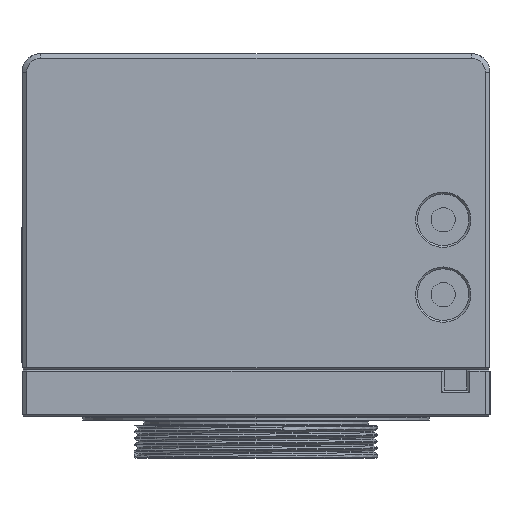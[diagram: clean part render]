
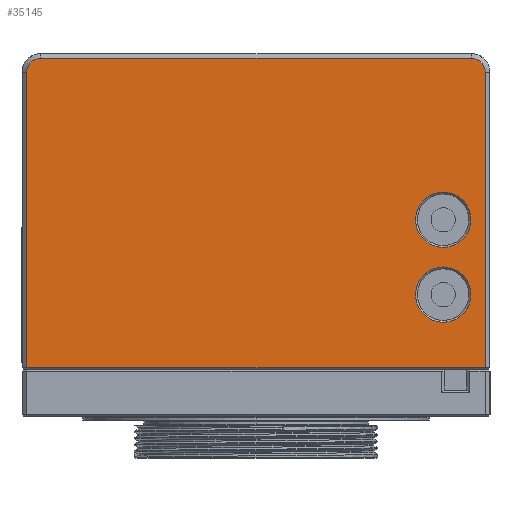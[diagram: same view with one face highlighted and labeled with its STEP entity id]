
A CAD part, front view. The second image highlights one B-rep face of the part: STEP entity #35145.
In plain terms, the highlighted planar face has unit normal (0, -1, 0).
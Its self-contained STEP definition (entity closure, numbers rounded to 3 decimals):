
#342 = VERTEX_POINT ( 'NONE', #11157 ) ;
#384 = VERTEX_POINT ( 'NONE', #77090 ) ;
#511 = CARTESIAN_POINT ( 'NONE',  ( 24.5, 0., 0. ) ) ;
#1355 = CARTESIAN_POINT ( 'NONE',  ( 0., 0., -16.675 ) ) ;
#1572 = ORIENTED_EDGE ( 'NONE', *, *, #71702, .T. ) ;
#3660 = ORIENTED_EDGE ( 'NONE', *, *, #41274, .T. ) ;
#5075 = ORIENTED_EDGE ( 'NONE', *, *, #38990, .T. ) ;
#6250 = DIRECTION ( 'NONE',  ( 0., 1., 0. ) ) ;
#6401 = DIRECTION ( 'NONE',  ( 0., 0., 1. ) ) ;
#6936 = VECTOR ( 'NONE', #6401, 1000. ) ;
#11157 = CARTESIAN_POINT ( 'NONE',  ( 20., 0., -5.925 ) ) ;
#11430 = VERTEX_POINT ( 'NONE', #68676 ) ;
#12448 = DIRECTION ( 'NONE',  ( 0., 0., 1. ) ) ;
#13841 = CARTESIAN_POINT ( 'NONE',  ( -24.5, 0., -16.675 ) ) ;
#14240 = CARTESIAN_POINT ( 'NONE',  ( 24.5, 0., 14.875 ) ) ;
#14325 = CARTESIAN_POINT ( 'NONE',  ( 20., 0., -11.825 ) ) ;
#14380 = CARTESIAN_POINT ( 'NONE',  ( 20., 0., -8.875 ) ) ;
#16444 = AXIS2_PLACEMENT_3D ( 'NONE', #70090, #27370, #16677 ) ;
#16677 = DIRECTION ( 'NONE',  ( 0., 0., 1. ) ) ;
#17940 = FACE_BOUND ( 'NONE', #22865, .T. ) ;
#18732 = PLANE ( 'NONE',  #37424 ) ;
#20183 = CARTESIAN_POINT ( 'NONE',  ( 20., 0., -3.825 ) ) ;
#20798 = VECTOR ( 'NONE', #42792, 1000. ) ;
#21437 = DIRECTION ( 'NONE',  ( 0., 0., 1. ) ) ;
#21736 = CARTESIAN_POINT ( 'NONE',  ( 20., 0., -8.875 ) ) ;
#22865 = EDGE_LOOP ( 'NONE', ( #45287, #5075 ) ) ;
#23290 = DIRECTION ( 'NONE',  ( 0., 1., 0. ) ) ;
#23698 = AXIS2_PLACEMENT_3D ( 'NONE', #21736, #23290, #58754 ) ;
#23835 = CARTESIAN_POINT ( 'NONE',  ( 0., 0., 0. ) ) ;
#24104 = CARTESIAN_POINT ( 'NONE',  ( -24.5, 0., 0. ) ) ;
#24786 = VERTEX_POINT ( 'NONE', #20183 ) ;
#25599 = VECTOR ( 'NONE', #53865, 1000. ) ;
#27370 = DIRECTION ( 'NONE',  ( 0., -1., 0. ) ) ;
#27780 = EDGE_CURVE ( 'NONE', #60642, #49641, #48915, .T. ) ;
#29991 = AXIS2_PLACEMENT_3D ( 'NONE', #51976, #69069, #52761 ) ;
#32510 = EDGE_CURVE ( 'NONE', #384, #52605, #36209, .T. ) ;
#33163 = CARTESIAN_POINT ( 'NONE',  ( 23., 0., 16.375 ) ) ;
#33711 = CARTESIAN_POINT ( 'NONE',  ( 23., 0., 14.875 ) ) ;
#34564 = CIRCLE ( 'NONE', #55763, 2.95 ) ;
#35071 = DIRECTION ( 'NONE',  ( 0., 1., 0. ) ) ;
#35145 = ADVANCED_FACE ( 'NONE', ( #77235, #17940, #43288 ), #18732, .F. ) ;
#36209 = LINE ( 'NONE', #24104, #20798 ) ;
#36411 = EDGE_CURVE ( 'NONE', #65714, #342, #34564, .T. ) ;
#36438 = ORIENTED_EDGE ( 'NONE', *, *, #32510, .T. ) ;
#37424 = AXIS2_PLACEMENT_3D ( 'NONE', #23835, #6250, #12448 ) ;
#38990 = EDGE_CURVE ( 'NONE', #342, #65714, #73492, .T. ) ;
#39465 = EDGE_CURVE ( 'NONE', #11430, #24786, #74793, .T. ) ;
#41274 = EDGE_CURVE ( 'NONE', #52605, #60642, #61399, .T. ) ;
#42673 = CIRCLE ( 'NONE', #16444, 1.5 ) ;
#42792 = DIRECTION ( 'NONE',  ( 0., 0., -1. ) ) ;
#43288 = FACE_OUTER_BOUND ( 'NONE', #48595, .T. ) ;
#45287 = ORIENTED_EDGE ( 'NONE', *, *, #36411, .T. ) ;
#46794 = ORIENTED_EDGE ( 'NONE', *, *, #51133, .T. ) ;
#48015 = EDGE_CURVE ( 'NONE', #49641, #58518, #59044, .T. ) ;
#48368 = LINE ( 'NONE', #72102, #25599 ) ;
#48407 = VECTOR ( 'NONE', #66464, 1000. ) ;
#48595 = EDGE_LOOP ( 'NONE', ( #36438, #3660, #70246, #52125, #1572, #46794 ) ) ;
#48915 = LINE ( 'NONE', #511, #6936 ) ;
#49641 = VERTEX_POINT ( 'NONE', #14240 ) ;
#50419 = EDGE_CURVE ( 'NONE', #24786, #11430, #64486, .T. ) ;
#51133 = EDGE_CURVE ( 'NONE', #54737, #384, #42673, .T. ) ;
#51299 = EDGE_LOOP ( 'NONE', ( #73773, #53375 ) ) ;
#51976 = CARTESIAN_POINT ( 'NONE',  ( 20., 0., -0.875 ) ) ;
#52125 = ORIENTED_EDGE ( 'NONE', *, *, #48015, .T. ) ;
#52605 = VERTEX_POINT ( 'NONE', #13841 ) ;
#52761 = DIRECTION ( 'NONE',  ( 0., 0., 1. ) ) ;
#53375 = ORIENTED_EDGE ( 'NONE', *, *, #39465, .T. ) ;
#53865 = DIRECTION ( 'NONE',  ( -1., 0., 0. ) ) ;
#54737 = VERTEX_POINT ( 'NONE', #71281 ) ;
#55763 = AXIS2_PLACEMENT_3D ( 'NONE', #14380, #73708, #21437 ) ;
#58518 = VERTEX_POINT ( 'NONE', #33163 ) ;
#58754 = DIRECTION ( 'NONE',  ( 0., 0., 1. ) ) ;
#58800 = DIRECTION ( 'NONE',  ( 0., 0., 1. ) ) ;
#59044 = CIRCLE ( 'NONE', #67674, 1.5 ) ;
#60642 = VERTEX_POINT ( 'NONE', #71998 ) ;
#61399 = LINE ( 'NONE', #1355, #48407 ) ;
#64486 = CIRCLE ( 'NONE', #66989, 2.95 ) ;
#65402 = CARTESIAN_POINT ( 'NONE',  ( 20., 0., -0.875 ) ) ;
#65714 = VERTEX_POINT ( 'NONE', #14325 ) ;
#66464 = DIRECTION ( 'NONE',  ( 1., 0., 0. ) ) ;
#66989 = AXIS2_PLACEMENT_3D ( 'NONE', #65402, #35071, #58800 ) ;
#67674 = AXIS2_PLACEMENT_3D ( 'NONE', #33711, #74950, #69481 ) ;
#68676 = CARTESIAN_POINT ( 'NONE',  ( 20., 0., 2.075 ) ) ;
#69069 = DIRECTION ( 'NONE',  ( 0., 1., 0. ) ) ;
#69481 = DIRECTION ( 'NONE',  ( 0., 0., 1. ) ) ;
#70090 = CARTESIAN_POINT ( 'NONE',  ( -23., 0., 14.875 ) ) ;
#70246 = ORIENTED_EDGE ( 'NONE', *, *, #27780, .T. ) ;
#71281 = CARTESIAN_POINT ( 'NONE',  ( -23., 0., 16.375 ) ) ;
#71702 = EDGE_CURVE ( 'NONE', #58518, #54737, #48368, .T. ) ;
#71998 = CARTESIAN_POINT ( 'NONE',  ( 24.5, 0., -16.675 ) ) ;
#72102 = CARTESIAN_POINT ( 'NONE',  ( 0., 0., 16.375 ) ) ;
#73492 = CIRCLE ( 'NONE', #23698, 2.95 ) ;
#73708 = DIRECTION ( 'NONE',  ( 0., 1., 0. ) ) ;
#73773 = ORIENTED_EDGE ( 'NONE', *, *, #50419, .T. ) ;
#74793 = CIRCLE ( 'NONE', #29991, 2.95 ) ;
#74950 = DIRECTION ( 'NONE',  ( 0., -1., 0. ) ) ;
#77090 = CARTESIAN_POINT ( 'NONE',  ( -24.5, 0., 14.875 ) ) ;
#77235 = FACE_BOUND ( 'NONE', #51299, .T. ) ;
